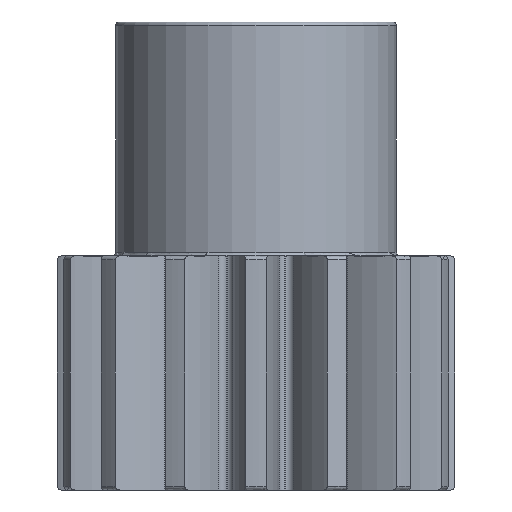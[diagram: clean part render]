
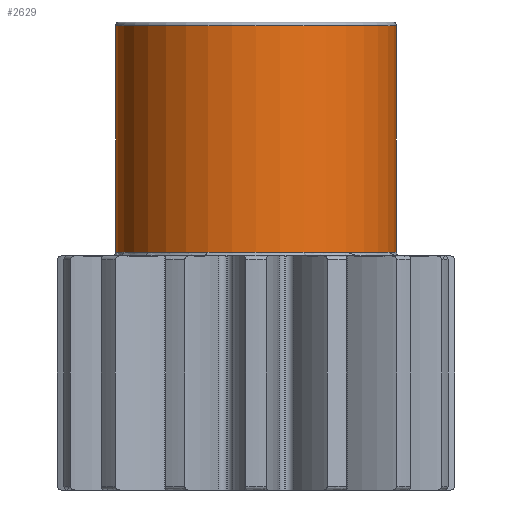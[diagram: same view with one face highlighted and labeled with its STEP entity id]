
A CAD part, front view. The second image highlights one B-rep face of the part: STEP entity #2629.
In plain terms, the highlighted cylindrical face has radius 6 mm (diameter 12 mm), a full revolution.
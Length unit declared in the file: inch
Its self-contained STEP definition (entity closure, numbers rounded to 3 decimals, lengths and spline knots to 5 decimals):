
#77=FACE_BOUND('',#647,.T.);
#114=CIRCLE('',#2809,0.23622);
#145=CIRCLE('',#2841,0.23622);
#388=CYLINDRICAL_SURFACE('',#2843,0.23622);
#485=FACE_OUTER_BOUND('',#646,.T.);
#646=EDGE_LOOP('',(#1767));
#647=EDGE_LOOP('',(#1768));
#1010=VERTEX_POINT('',#4232);
#1041=VERTEX_POINT('',#4295);
#1295=EDGE_CURVE('',#1010,#1010,#114,.T.);
#1326=EDGE_CURVE('',#1041,#1041,#145,.T.);
#1767=ORIENTED_EDGE('',*,*,#1326,.T.);
#1768=ORIENTED_EDGE('',*,*,#1295,.T.);
#2629=ADVANCED_FACE('',(#485,#77),#388,.T.);
#2809=AXIS2_PLACEMENT_3D('',#4233,#3262,#3263);
#2841=AXIS2_PLACEMENT_3D('',#4296,#3326,#3327);
#2843=AXIS2_PLACEMENT_3D('',#4299,#3330,#3331);
#3262=DIRECTION('center_axis',(0.,0.,1.));
#3263=DIRECTION('ref_axis',(0.,-1.,0.));
#3326=DIRECTION('center_axis',(0.,0.,-1.));
#3327=DIRECTION('ref_axis',(0.,-1.,0.));
#3330=DIRECTION('center_axis',(0.,0.,-1.));
#3331=DIRECTION('ref_axis',(0.,1.,0.));
#4232=CARTESIAN_POINT('',(0.,-0.23622,0.40039));
#4233=CARTESIAN_POINT('Origin',(0.,0.,0.40039));
#4295=CARTESIAN_POINT('',(0.,-0.23622,0.78071));
#4296=CARTESIAN_POINT('Origin',(0.,0.,0.78071));
#4299=CARTESIAN_POINT('Origin',(0.,0.,0.3937));
